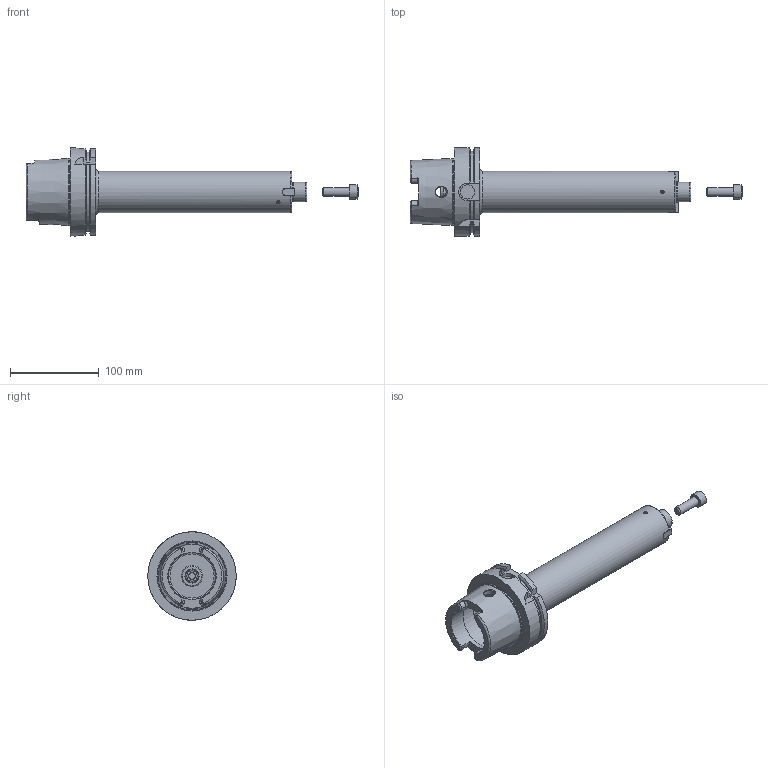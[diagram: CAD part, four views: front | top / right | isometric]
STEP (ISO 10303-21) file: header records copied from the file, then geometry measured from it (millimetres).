
FILE_DESCRIPTION((''),'2;1');
FILE_NAME('535017623250-3D.stp','2020-05-04T15:52:16',('nttooll'),(''),'Autodesk Inventor 2012','Autodesk Inventor 2012','');
FILE_SCHEMA(('AUTOMOTIVE_DESIGN { 1 0 10303 214 1 1 1 1 }'));
Length unit declared in the file: millimetre
Products named in the file (1): 535017623250-3D
Bounding box: 375 x 100 x 100 mm (x, y, z)
Volume: 638447.9 mm3; surface area: 96188.9 mm2
Topology: 2 solids, 5 shells, 229 faces, 552 edges, 341 vertices
Faces by surface type: plane 83, cylinder 68, cone 53, torus 19, sphere 6
Full cylindrical faces by diameter (mm): 2.309 x3, 2.5 x6, 3 x3, 3.4 x3, 4 x6, 8.7 x1, 9.238 x1, 10 x2, 10.5 x1, 12 x3, 15.3 x1, 16 x3, 21.825 x1, 22.225 x1, 24 x1, 47 x1, 53 x1, 53.8 x1, 63 x1, 75.3 x1, 100 x1
Entity records: 6660 total; most frequent: CARTESIAN_POINT 1857, DIRECTION 1005, ORIENTED_EDGE 880, EDGE_CURVE 440, AXIS2_PLACEMENT_3D 423, EDGE_LOOP 335, VERTEX_POINT 312, FACE_OUTER_BOUND 229
